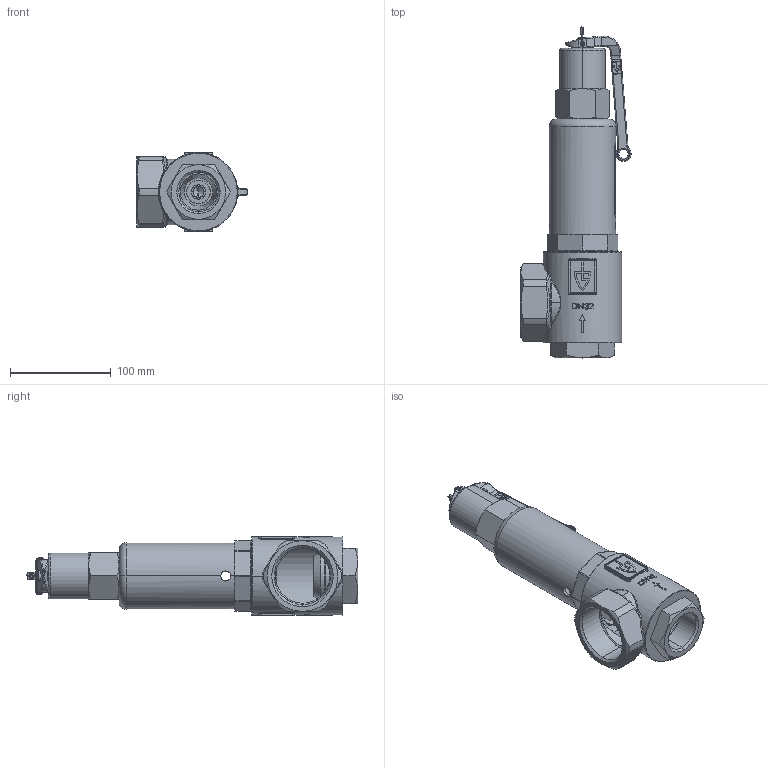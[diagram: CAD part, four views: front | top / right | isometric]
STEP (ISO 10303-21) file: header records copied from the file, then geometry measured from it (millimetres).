
FILE_DESCRIPTION (( 'STEP AP214' ), '1' );
FILE_NAME ('451 1 1-4 Dummy mit Hebel.STEP', '2010-07-07T06:46:01', ( '' ), ( '' ), 'SwSTEP 2.0', 'SolidWorks 2010', '' );
FILE_SCHEMA (( 'AUTOMOTIVE_DESIGN' ));
Length unit declared in the file: millimetre
Products named in the file (1): 451 1 1-4 Dummy mit Hebel
Bounding box: 109.18 x 329.27 x 79 mm (x, y, z)
Volume: 401363 mm3; surface area: 178997.7 mm2
Topology: 12 solids, 12 shells, 877 faces, 2172 edges, 1357 vertices
Faces by surface type: plane 318, cylinder 264, bspline 106, cone 90, torus 89, sphere 10
Entity records: 41666 total; most frequent: CARTESIAN_POINT 11651, ORIENTED_EDGE 4340, DIRECTION 4111, EDGE_CURVE 2170, AXIS2_PLACEMENT_3D 1578, VERTEX_POINT 1357, VECTOR 955, LINE 955
